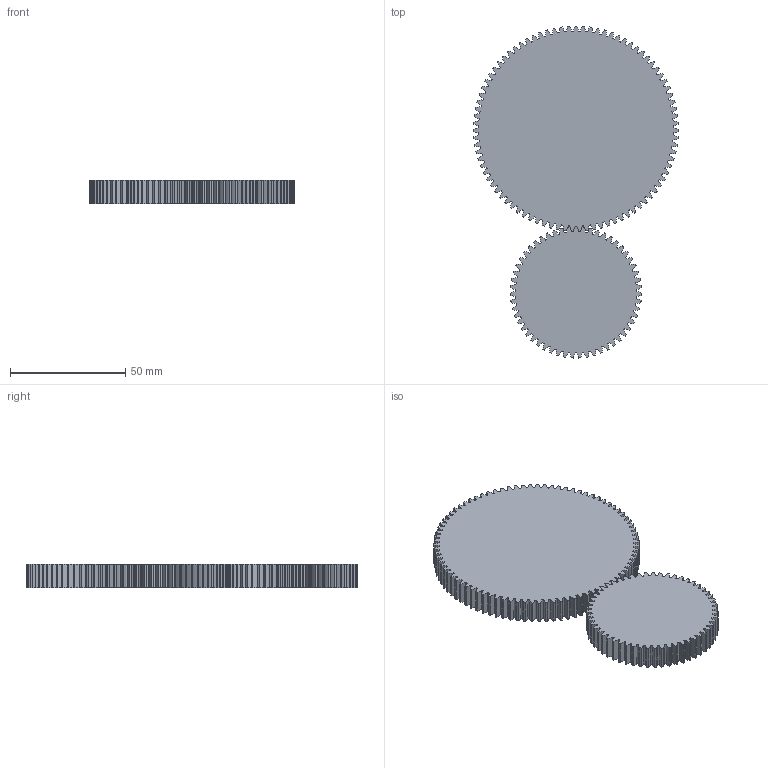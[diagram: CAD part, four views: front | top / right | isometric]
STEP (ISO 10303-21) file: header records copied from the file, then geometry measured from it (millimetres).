
FILE_DESCRIPTION(/* description */ (''),/* implementation_level */ '2;1');
FILE_NAME(/* name */ '',/* time_stamp */ '2025-04-23T19:19:52+03:00',/* author */ ('I9232'),/* organization */ (''),/* preprocessor_version */ 'ST-DEVELOPER v19.2',/* originating_system */ 'Autodesk Inventor 2023',/* authorisation */ '');
FILE_SCHEMA (('AUTOMOTIVE_DESIGN { 1 0 10303 214 3 1 1 }'));
Length unit declared in the file: millimetre
Products named in the file (4): передача; Цилиндрическое зубчатое 
зацепление; Цилиндрическое зубчатое 
зацепление1; Цилиндрическое зубчатое 
зацепление2
Assembly tree (3 placements, depth 3):
  передача
    Цилиндрическое зубчатое 
зацепление
      Цилиндрическое зубчатое 
зацепление1
      Цилиндрическое зубчатое 
зацепление2
Bounding box: 89 x 143.97 x 10 mm (x, y, z)
Volume: 82889.1 mm3; surface area: 25574.9 mm2
Topology: 2 solids, 2 shells, 572 faces, 1704 edges, 1136 vertices
Faces by surface type: cylinder 568, plane 4
Entity records: 20057 total; most frequent: DIRECTION 3998, CARTESIAN_POINT 3419, ORIENTED_EDGE 3408, AXIS2_PLACEMENT_3D 1715, EDGE_CURVE 1704, CIRCLE 1136, VERTEX_POINT 1136, FACE_OUTER_BOUND 572
